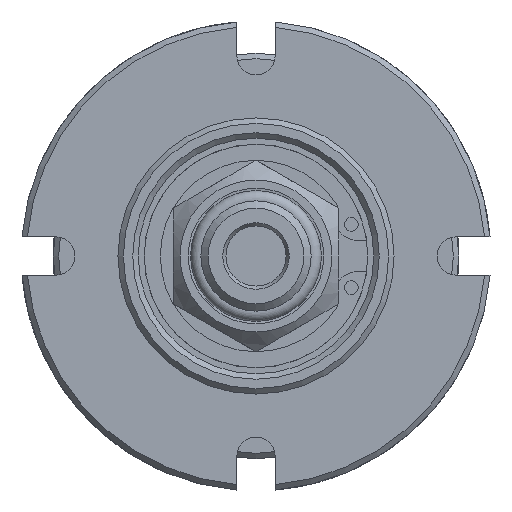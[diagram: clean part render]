
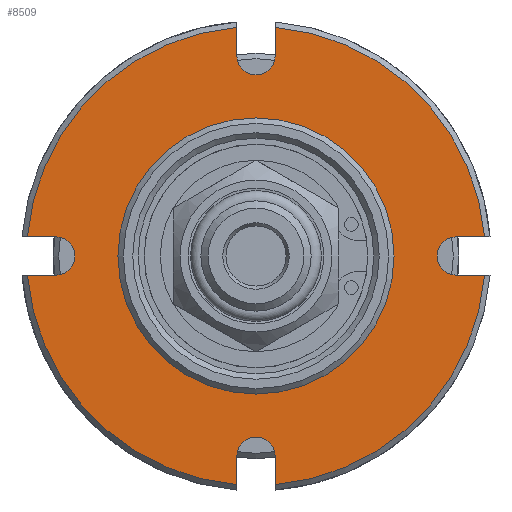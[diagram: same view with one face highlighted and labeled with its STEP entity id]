
A CAD part, left-side view. The second image highlights one B-rep face of the part: STEP entity #8509.
In plain terms, the highlighted planar face has unit normal (-1, 0, 0).
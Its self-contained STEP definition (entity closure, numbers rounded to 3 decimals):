
#165=FACE_BOUND('',#3003,.T.);
#1139=LINE('',#53757,#1607);
#1176=LINE('',#54439,#1644);
#1179=LINE('',#54453,#1647);
#1183=LINE('',#54472,#1651);
#1185=LINE('',#54492,#1653);
#1189=LINE('',#54524,#1657);
#1192=LINE('',#54550,#1660);
#1193=LINE('',#54551,#1661);
#1607=VECTOR('',#10439,10.);
#1644=VECTOR('',#10674,10.);
#1647=VECTOR('',#10689,10.);
#1651=VECTOR('',#10703,10.);
#1653=VECTOR('',#10721,10.);
#1657=VECTOR('',#10737,10.);
#1660=VECTOR('',#10754,10.);
#1661=VECTOR('',#10755,10.);
#1852=PLANE('',#9137);
#2482=FACE_OUTER_BOUND('',#3002,.T.);
#3002=EDGE_LOOP('',(#7626,#7627,#7628,#7629,#7630,#7631,#7632,#7633,#7634,
#7635,#7636,#7637,#7638,#7639,#7640,#7641));
#3003=EDGE_LOOP('',(#7642,#7643));
#3301=CIRCLE('',#8993,2.769);
#3306=CIRCLE('',#9000,2.769);
#3308=CIRCLE('',#9003,2.769);
#3310=CIRCLE('',#9006,2.769);
#3342=CIRCLE('',#9069,19.987);
#3343=CIRCLE('',#9070,19.987);
#3366=CIRCLE('',#9105,33.208);
#3374=CIRCLE('',#9122,33.208);
#3378=CIRCLE('',#9133,33.208);
#3380=CIRCLE('',#9138,33.208);
#4061=VERTEX_POINT('',#53678);
#4062=VERTEX_POINT('',#53680);
#4071=VERTEX_POINT('',#53722);
#4072=VERTEX_POINT('',#53724);
#4075=VERTEX_POINT('',#53731);
#4076=VERTEX_POINT('',#53733);
#4079=VERTEX_POINT('',#53740);
#4080=VERTEX_POINT('',#53742);
#4084=VERTEX_POINT('',#53753);
#4154=VERTEX_POINT('',#54323);
#4155=VERTEX_POINT('',#54324);
#4173=VERTEX_POINT('',#54420);
#4176=VERTEX_POINT('',#54427);
#4183=VERTEX_POINT('',#54463);
#4185=VERTEX_POINT('',#54476);
#4191=VERTEX_POINT('',#54520);
#4193=VERTEX_POINT('',#54547);
#4194=VERTEX_POINT('',#54548);
#5192=EDGE_CURVE('',#4062,#4061,#3301,.T.);
#5202=EDGE_CURVE('',#4072,#4071,#3306,.T.);
#5206=EDGE_CURVE('',#4076,#4075,#3308,.T.);
#5210=EDGE_CURVE('',#4080,#4079,#3310,.T.);
#5215=EDGE_CURVE('',#4079,#4084,#1139,.T.);
#5306=EDGE_CURVE('',#4154,#4155,#3342,.T.);
#5307=EDGE_CURVE('',#4155,#4154,#3343,.T.);
#5341=EDGE_CURVE('',#4176,#4173,#3366,.T.);
#5344=EDGE_CURVE('',#4176,#4062,#1176,.T.);
#5351=EDGE_CURVE('',#4071,#4173,#1179,.T.);
#5359=EDGE_CURVE('',#4183,#4072,#1183,.T.);
#5363=EDGE_CURVE('',#4183,#4185,#3374,.T.);
#5367=EDGE_CURVE('',#4075,#4185,#1185,.T.);
#5376=EDGE_CURVE('',#4191,#4076,#1189,.T.);
#5377=EDGE_CURVE('',#4191,#4084,#3378,.T.);
#5382=EDGE_CURVE('',#4193,#4194,#3380,.T.);
#5383=EDGE_CURVE('',#4193,#4080,#1192,.T.);
#5384=EDGE_CURVE('',#4061,#4194,#1193,.T.);
#7626=ORIENTED_EDGE('',*,*,#5382,.F.);
#7627=ORIENTED_EDGE('',*,*,#5383,.T.);
#7628=ORIENTED_EDGE('',*,*,#5210,.T.);
#7629=ORIENTED_EDGE('',*,*,#5215,.T.);
#7630=ORIENTED_EDGE('',*,*,#5377,.F.);
#7631=ORIENTED_EDGE('',*,*,#5376,.T.);
#7632=ORIENTED_EDGE('',*,*,#5206,.T.);
#7633=ORIENTED_EDGE('',*,*,#5367,.T.);
#7634=ORIENTED_EDGE('',*,*,#5363,.F.);
#7635=ORIENTED_EDGE('',*,*,#5359,.T.);
#7636=ORIENTED_EDGE('',*,*,#5202,.T.);
#7637=ORIENTED_EDGE('',*,*,#5351,.T.);
#7638=ORIENTED_EDGE('',*,*,#5341,.F.);
#7639=ORIENTED_EDGE('',*,*,#5344,.T.);
#7640=ORIENTED_EDGE('',*,*,#5192,.T.);
#7641=ORIENTED_EDGE('',*,*,#5384,.T.);
#7642=ORIENTED_EDGE('',*,*,#5306,.T.);
#7643=ORIENTED_EDGE('',*,*,#5307,.T.);
#8509=ADVANCED_FACE('',(#2482,#165),#1852,.T.);
#8993=AXIS2_PLACEMENT_3D('',#53681,#10399,#10400);
#9000=AXIS2_PLACEMENT_3D('',#53725,#10417,#10418);
#9003=AXIS2_PLACEMENT_3D('',#53734,#10425,#10426);
#9006=AXIS2_PLACEMENT_3D('',#53743,#10433,#10434);
#9069=AXIS2_PLACEMENT_3D('',#54325,#10592,#10593);
#9070=AXIS2_PLACEMENT_3D('',#54326,#10594,#10595);
#9105=AXIS2_PLACEMENT_3D('',#54431,#10669,#10670);
#9122=AXIS2_PLACEMENT_3D('',#54482,#10712,#10713);
#9133=AXIS2_PLACEMENT_3D('',#54526,#10740,#10741);
#9137=AXIS2_PLACEMENT_3D('',#54546,#10750,#10751);
#9138=AXIS2_PLACEMENT_3D('',#54549,#10752,#10753);
#10399=DIRECTION('center_axis',(1.,0.,0.));
#10400=DIRECTION('ref_axis',(0.,0.,-1.));
#10417=DIRECTION('center_axis',(1.,0.,0.));
#10418=DIRECTION('ref_axis',(0.,1.,0.));
#10425=DIRECTION('center_axis',(1.,0.,0.));
#10426=DIRECTION('ref_axis',(0.,0.,1.));
#10433=DIRECTION('center_axis',(1.,0.,0.));
#10434=DIRECTION('ref_axis',(0.,-1.,0.));
#10439=DIRECTION('',(0.,0.,-1.));
#10592=DIRECTION('center_axis',(1.,0.,0.));
#10593=DIRECTION('ref_axis',(0.,1.,0.));
#10594=DIRECTION('center_axis',(1.,0.,0.));
#10595=DIRECTION('ref_axis',(0.,1.,0.));
#10669=DIRECTION('center_axis',(1.,0.,0.));
#10670=DIRECTION('ref_axis',(0.,1.,0.));
#10674=DIRECTION('',(0.,-1.,0.));
#10689=DIRECTION('',(0.,0.,1.));
#10703=DIRECTION('',(0.,0.,-1.));
#10712=DIRECTION('center_axis',(1.,0.,0.));
#10713=DIRECTION('ref_axis',(0.,-1.,0.));
#10721=DIRECTION('',(0.,-1.,0.));
#10737=DIRECTION('',(0.,1.,0.));
#10740=DIRECTION('center_axis',(1.,0.,0.));
#10741=DIRECTION('ref_axis',(0.,-1.,0.));
#10750=DIRECTION('center_axis',(-1.,0.,0.));
#10751=DIRECTION('ref_axis',(0.,0.,1.));
#10752=DIRECTION('center_axis',(1.,0.,0.));
#10753=DIRECTION('ref_axis',(0.,1.,0.));
#10754=DIRECTION('',(0.,0.,1.));
#10755=DIRECTION('',(0.,1.,0.));
#53678=CARTESIAN_POINT('',(6.922,28.994,-2.769));
#53680=CARTESIAN_POINT('',(6.922,28.994,2.769));
#53681=CARTESIAN_POINT('Origin',(6.922,28.994,0.));
#53722=CARTESIAN_POINT('',(6.922,2.769,28.994));
#53724=CARTESIAN_POINT('',(6.922,-2.769,28.994));
#53725=CARTESIAN_POINT('Origin',(6.922,0.,28.994));
#53731=CARTESIAN_POINT('',(6.922,-28.994,2.769));
#53733=CARTESIAN_POINT('',(6.922,-28.994,-2.769));
#53734=CARTESIAN_POINT('Origin',(6.922,-28.994,0.));
#53740=CARTESIAN_POINT('',(6.922,-2.769,-28.994));
#53742=CARTESIAN_POINT('',(6.922,2.769,-28.994));
#53743=CARTESIAN_POINT('Origin',(6.922,0.,-28.994));
#53753=CARTESIAN_POINT('',(6.922,-2.769,-33.092));
#53757=CARTESIAN_POINT('',(6.922,-2.769,-14.497));
#54323=CARTESIAN_POINT('',(6.922,19.987,0.));
#54324=CARTESIAN_POINT('',(6.922,-19.987,0.));
#54325=CARTESIAN_POINT('Origin',(6.922,0.,0.));
#54326=CARTESIAN_POINT('Origin',(6.922,0.,0.));
#54420=CARTESIAN_POINT('',(6.922,2.769,33.092));
#54427=CARTESIAN_POINT('',(6.922,33.092,2.769));
#54431=CARTESIAN_POINT('Origin',(6.922,0.,0.));
#54439=CARTESIAN_POINT('',(6.922,30.439,2.769));
#54453=CARTESIAN_POINT('',(6.922,2.769,14.497));
#54463=CARTESIAN_POINT('',(6.922,-2.769,33.092));
#54472=CARTESIAN_POINT('',(6.922,-2.769,16.943));
#54476=CARTESIAN_POINT('',(6.922,-33.092,2.769));
#54482=CARTESIAN_POINT('Origin',(6.922,0.,0.));
#54492=CARTESIAN_POINT('',(6.922,-1.001,2.769));
#54520=CARTESIAN_POINT('',(6.922,-33.092,-2.769));
#54524=CARTESIAN_POINT('',(6.922,-3.446,-2.769));
#54526=CARTESIAN_POINT('Origin',(6.922,0.,0.));
#54546=CARTESIAN_POINT('Origin',(6.922,26.993,0.));
#54547=CARTESIAN_POINT('',(6.922,2.769,-33.092));
#54548=CARTESIAN_POINT('',(6.922,33.092,-2.769));
#54549=CARTESIAN_POINT('Origin',(6.922,0.,0.));
#54550=CARTESIAN_POINT('',(6.922,2.769,-16.943));
#54551=CARTESIAN_POINT('',(6.922,27.993,-2.769));
